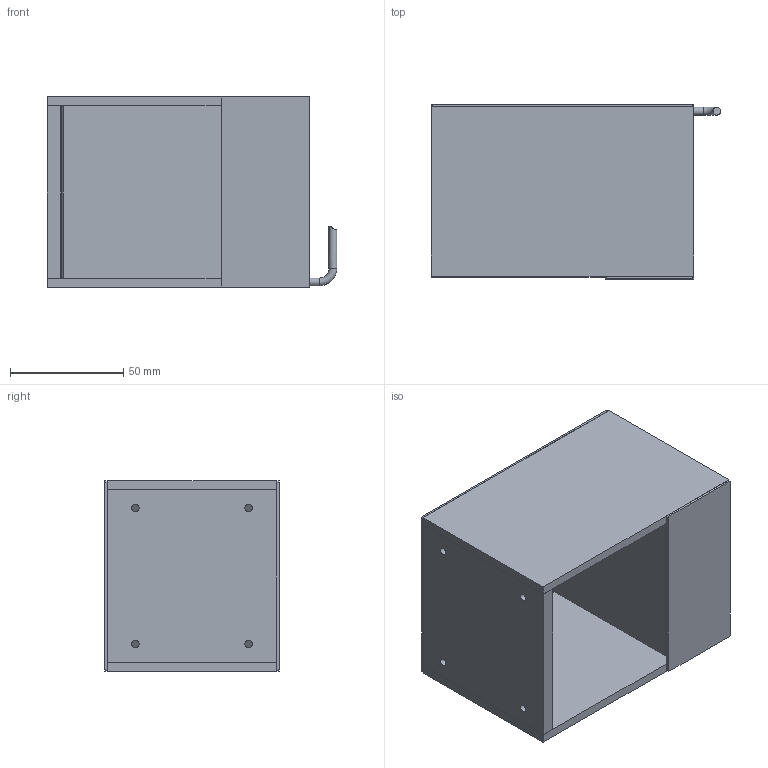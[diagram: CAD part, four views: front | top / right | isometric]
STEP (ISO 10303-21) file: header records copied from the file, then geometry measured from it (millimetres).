
FILE_DESCRIPTION (( 'STEP AP203' ), '1' );
FILE_NAME ('SOAD-70x.STEP', '2016-02-17T02:03:12', ( 'CCS Inc' ), ( 'CCS Inc' ), 'SwSTEP 2.0', 'SolidWorks 2011', '' );
FILE_SCHEMA (( 'CONFIG_CONTROL_DESIGN' ));
Length unit declared in the file: millimetre
Products named in the file (1): SOAD-70x
Bounding box: 127.95 x 77 x 84 mm (x, y, z)
Volume: 183287.4 mm3; surface area: 123767.6 mm2
Topology: 10 solids, 10 shells, 116 faces, 287 edges, 191 vertices
Faces by surface type: plane 96, cylinder 18, torus 1, bspline 1
Full cylindrical faces by diameter (mm): 3.3 x8, 3.5 x2
Entity records: 3488 total; most frequent: CARTESIAN_POINT 644, ORIENTED_EDGE 550, DIRECTION 543, EDGE_CURVE 275, LINE 237, VECTOR 237, VERTEX_POINT 190, AXIS2_PLACEMENT_3D 153
